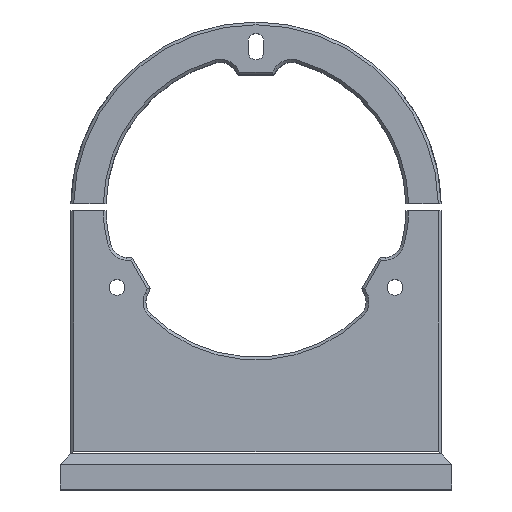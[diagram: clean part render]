
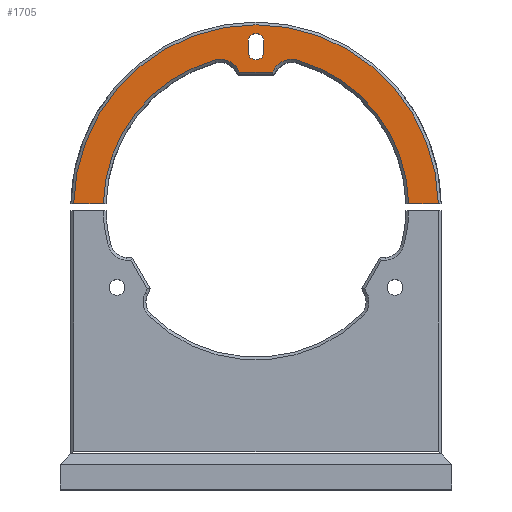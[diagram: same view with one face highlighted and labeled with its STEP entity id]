
A CAD part, top view. The second image highlights one B-rep face of the part: STEP entity #1705.
In plain terms, the highlighted planar face has unit normal (0, 0, 1).
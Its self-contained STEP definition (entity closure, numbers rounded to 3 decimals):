
#24 = ORIENTED_EDGE ( 'NONE', *, *, #11249, .T. ) ;
#51 = CARTESIAN_POINT ( 'NONE',  ( -43.288, 7.473, 95. ) ) ;
#162 = CIRCLE ( 'NONE', #4659, 43.3 ) ;
#288 = EDGE_CURVE ( 'NONE', #1617, #11199, #3783, .T. ) ;
#312 = DIRECTION ( 'NONE',  ( 1., 0., 0. ) ) ;
#494 = ORIENTED_EDGE ( 'NONE', *, *, #8940, .T. ) ;
#525 = LINE ( 'NONE', #4112, #1793 ) ;
#630 = EDGE_CURVE ( 'NONE', #804, #1689, #3419, .T. ) ;
#680 = EDGE_LOOP ( 'NONE', ( #10375, #1457, #4052, #8657 ) ) ;
#804 = VERTEX_POINT ( 'NONE', #1394 ) ;
#837 = CARTESIAN_POINT ( 'NONE',  ( 43.288, 7.473, 95. ) ) ;
#877 = DIRECTION ( 'NONE',  ( 0., 0., 1. ) ) ;
#1036 = ORIENTED_EDGE ( 'NONE', *, *, #9315, .T. ) ;
#1064 = EDGE_CURVE ( 'NONE', #9426, #9377, #7222, .T. ) ;
#1394 = CARTESIAN_POINT ( 'NONE',  ( -4.584, 44.773, 95. ) ) ;
#1457 = ORIENTED_EDGE ( 'NONE', *, *, #9052, .F. ) ;
#1575 = DIRECTION ( 'NONE',  ( -1., 0., 0. ) ) ;
#1617 = VERTEX_POINT ( 'NONE', #6732 ) ;
#1689 = VERTEX_POINT ( 'NONE', #6497 ) ;
#1705 = ADVANCED_FACE ( 'NONE', ( #5023, #3437 ), #5080, .F. ) ;
#1744 = DIRECTION ( 'NONE',  ( -1., 0., 0. ) ) ;
#1793 = VECTOR ( 'NONE', #11498, 1000. ) ;
#1834 = AXIS2_PLACEMENT_3D ( 'NONE', #5006, #6606, #5890 ) ;
#2004 = CARTESIAN_POINT ( 'NONE',  ( 0., 6.473, 95. ) ) ;
#2012 = EDGE_LOOP ( 'NONE', ( #6984, #5649, #1036, #24, #494, #8465, #3072, #3986, #2025, #5282 ) ) ;
#2025 = ORIENTED_EDGE ( 'NONE', *, *, #9472, .T. ) ;
#2041 = LINE ( 'NONE', #5735, #7772 ) ;
#2137 = EDGE_CURVE ( 'NONE', #6476, #1617, #2910, .T. ) ;
#2174 = CIRCLE ( 'NONE', #8735, 5.8 ) ;
#2337 = AXIS2_PLACEMENT_3D ( 'NONE', #5333, #877, #1575 ) ;
#2489 = CARTESIAN_POINT ( 'NONE',  ( 0., 6.473, 95. ) ) ;
#2530 = DIRECTION ( 'NONE',  ( 1., 0., 0. ) ) ;
#2779 = CIRCLE ( 'NONE', #7289, 5.8 ) ;
#2910 = CIRCLE ( 'NONE', #2337, 51.7 ) ;
#3072 = ORIENTED_EDGE ( 'NONE', *, *, #11346, .T. ) ;
#3147 = VECTOR ( 'NONE', #2530, 1000. ) ;
#3346 = AXIS2_PLACEMENT_3D ( 'NONE', #4722, #10352, #3902 ) ;
#3419 = LINE ( 'NONE', #6996, #3147 ) ;
#3437 = FACE_OUTER_BOUND ( 'NONE', #2012, .T. ) ;
#3461 = VERTEX_POINT ( 'NONE', #6123 ) ;
#3656 = DIRECTION ( 'NONE',  ( 0., 0., -1. ) ) ;
#3661 = VERTEX_POINT ( 'NONE', #6171 ) ;
#3679 = LINE ( 'NONE', #7325, #8397 ) ;
#3736 = AXIS2_PLACEMENT_3D ( 'NONE', #5763, #9351, #10289 ) ;
#3783 = LINE ( 'NONE', #8247, #10444 ) ;
#3902 = DIRECTION ( 'NONE',  ( -1., 0., 0. ) ) ;
#3908 = VECTOR ( 'NONE', #10062, 1000. ) ;
#3986 = ORIENTED_EDGE ( 'NONE', *, *, #5733, .T. ) ;
#4052 = ORIENTED_EDGE ( 'NONE', *, *, #1064, .F. ) ;
#4112 = CARTESIAN_POINT ( 'NONE',  ( 66.927, 7.473, 95. ) ) ;
#4195 = DIRECTION ( 'NONE',  ( 0., 0., -1. ) ) ;
#4336 = VERTEX_POINT ( 'NONE', #6252 ) ;
#4440 = VERTEX_POINT ( 'NONE', #837 ) ;
#4471 = CIRCLE ( 'NONE', #1834, 2.25 ) ;
#4659 = AXIS2_PLACEMENT_3D ( 'NONE', #2004, #3656, #7186 ) ;
#4678 = DIRECTION ( 'NONE',  ( 0., -1., 0. ) ) ;
#4722 = CARTESIAN_POINT ( 'NONE',  ( 0., 50.473, 95. ) ) ;
#4885 = VECTOR ( 'NONE', #7168, 1000. ) ;
#4896 = DIRECTION ( 'NONE',  ( 0., 0., -1. ) ) ;
#5006 = CARTESIAN_POINT ( 'NONE',  ( 0., 53.473, 95. ) ) ;
#5023 = FACE_BOUND ( 'NONE', #680, .T. ) ;
#5080 = PLANE ( 'NONE',  #11479 ) ;
#5218 = EDGE_CURVE ( 'NONE', #4336, #3461, #3679, .T. ) ;
#5282 = ORIENTED_EDGE ( 'NONE', *, *, #11190, .T. ) ;
#5333 = CARTESIAN_POINT ( 'NONE',  ( 0., 6.473, 95. ) ) ;
#5649 = ORIENTED_EDGE ( 'NONE', *, *, #288, .T. ) ;
#5733 = EDGE_CURVE ( 'NONE', #9774, #8917, #2779, .T. ) ;
#5735 = CARTESIAN_POINT ( 'NONE',  ( 5.377, 45.906, 95. ) ) ;
#5763 = CARTESIAN_POINT ( 'NONE',  ( 0., 6.473, 95. ) ) ;
#5851 = DIRECTION ( 'NONE',  ( -1., 0., 0. ) ) ;
#5890 = DIRECTION ( 'NONE',  ( -1., 0., 0. ) ) ;
#6123 = CARTESIAN_POINT ( 'NONE',  ( -2.25, 50.473, 95. ) ) ;
#6171 = CARTESIAN_POINT ( 'NONE',  ( -11.695, 48.164, 95. ) ) ;
#6252 = CARTESIAN_POINT ( 'NONE',  ( -2.25, 53.473, 95. ) ) ;
#6447 = DIRECTION ( 'NONE',  ( 0., 0., -1. ) ) ;
#6476 = VERTEX_POINT ( 'NONE', #10139 ) ;
#6497 = CARTESIAN_POINT ( 'NONE',  ( 4.584, 44.773, 95. ) ) ;
#6581 = CARTESIAN_POINT ( 'NONE',  ( 5.377, 45.906, 95. ) ) ;
#6606 = DIRECTION ( 'NONE',  ( 0., 0., 1. ) ) ;
#6651 = CARTESIAN_POINT ( 'NONE',  ( 10.128, 42.58, 95. ) ) ;
#6732 = CARTESIAN_POINT ( 'NONE',  ( -51.69, 7.473, 95. ) ) ;
#6984 = ORIENTED_EDGE ( 'NONE', *, *, #2137, .T. ) ;
#6996 = CARTESIAN_POINT ( 'NONE',  ( 5., 44.773, 95. ) ) ;
#7168 = DIRECTION ( 'NONE',  ( 0., 1., 0. ) ) ;
#7186 = DIRECTION ( 'NONE',  ( -1., 0., 0. ) ) ;
#7222 = LINE ( 'NONE', #9923, #4885 ) ;
#7289 = AXIS2_PLACEMENT_3D ( 'NONE', #6651, #4896, #8244 ) ;
#7325 = CARTESIAN_POINT ( 'NONE',  ( -2.25, 53.473, 95. ) ) ;
#7446 = DIRECTION ( 'NONE',  ( 0.574, 0.819, 0. ) ) ;
#7657 = CIRCLE ( 'NONE', #3346, 2.25 ) ;
#7675 = CIRCLE ( 'NONE', #3736, 43.3 ) ;
#7772 = VECTOR ( 'NONE', #7446, 1000. ) ;
#7815 = EDGE_CURVE ( 'NONE', #3461, #9426, #7657, .T. ) ;
#8131 = CARTESIAN_POINT ( 'NONE',  ( 11.695, 48.164, 95. ) ) ;
#8244 = DIRECTION ( 'NONE',  ( -1., 0., 0. ) ) ;
#8247 = CARTESIAN_POINT ( 'NONE',  ( 66.927, 7.473, 95. ) ) ;
#8397 = VECTOR ( 'NONE', #4678, 1000. ) ;
#8414 = CARTESIAN_POINT ( 'NONE',  ( 2.25, 50.473, 95. ) ) ;
#8465 = ORIENTED_EDGE ( 'NONE', *, *, #630, .T. ) ;
#8657 = ORIENTED_EDGE ( 'NONE', *, *, #7815, .F. ) ;
#8735 = AXIS2_PLACEMENT_3D ( 'NONE', #9796, #6447, #1744 ) ;
#8917 = VERTEX_POINT ( 'NONE', #8131 ) ;
#8940 = EDGE_CURVE ( 'NONE', #10944, #804, #10887, .T. ) ;
#9052 = EDGE_CURVE ( 'NONE', #9377, #4336, #4471, .T. ) ;
#9315 = EDGE_CURVE ( 'NONE', #11199, #3661, #162, .T. ) ;
#9351 = DIRECTION ( 'NONE',  ( 0., 0., -1. ) ) ;
#9377 = VERTEX_POINT ( 'NONE', #9994 ) ;
#9426 = VERTEX_POINT ( 'NONE', #8414 ) ;
#9472 = EDGE_CURVE ( 'NONE', #8917, #4440, #7675, .T. ) ;
#9774 = VERTEX_POINT ( 'NONE', #6581 ) ;
#9796 = CARTESIAN_POINT ( 'NONE',  ( -10.128, 42.58, 95. ) ) ;
#9923 = CARTESIAN_POINT ( 'NONE',  ( 2.25, 53.473, 95. ) ) ;
#9994 = CARTESIAN_POINT ( 'NONE',  ( 2.25, 53.473, 95. ) ) ;
#10037 = CARTESIAN_POINT ( 'NONE',  ( -5.377, 45.906, 95. ) ) ;
#10062 = DIRECTION ( 'NONE',  ( 0.574, -0.819, 0. ) ) ;
#10139 = CARTESIAN_POINT ( 'NONE',  ( 51.69, 7.473, 95. ) ) ;
#10289 = DIRECTION ( 'NONE',  ( -1., 0., 0. ) ) ;
#10352 = DIRECTION ( 'NONE',  ( 0., 0., 1. ) ) ;
#10375 = ORIENTED_EDGE ( 'NONE', *, *, #5218, .F. ) ;
#10444 = VECTOR ( 'NONE', #312, 1000. ) ;
#10766 = CARTESIAN_POINT ( 'NONE',  ( -4.345, 44.432, 95. ) ) ;
#10887 = LINE ( 'NONE', #10766, #3908 ) ;
#10944 = VERTEX_POINT ( 'NONE', #10037 ) ;
#11190 = EDGE_CURVE ( 'NONE', #4440, #6476, #525, .T. ) ;
#11199 = VERTEX_POINT ( 'NONE', #51 ) ;
#11249 = EDGE_CURVE ( 'NONE', #3661, #10944, #2174, .T. ) ;
#11346 = EDGE_CURVE ( 'NONE', #1689, #9774, #2041, .T. ) ;
#11479 = AXIS2_PLACEMENT_3D ( 'NONE', #2489, #4195, #5851 ) ;
#11498 = DIRECTION ( 'NONE',  ( 1., 0., 0. ) ) ;
